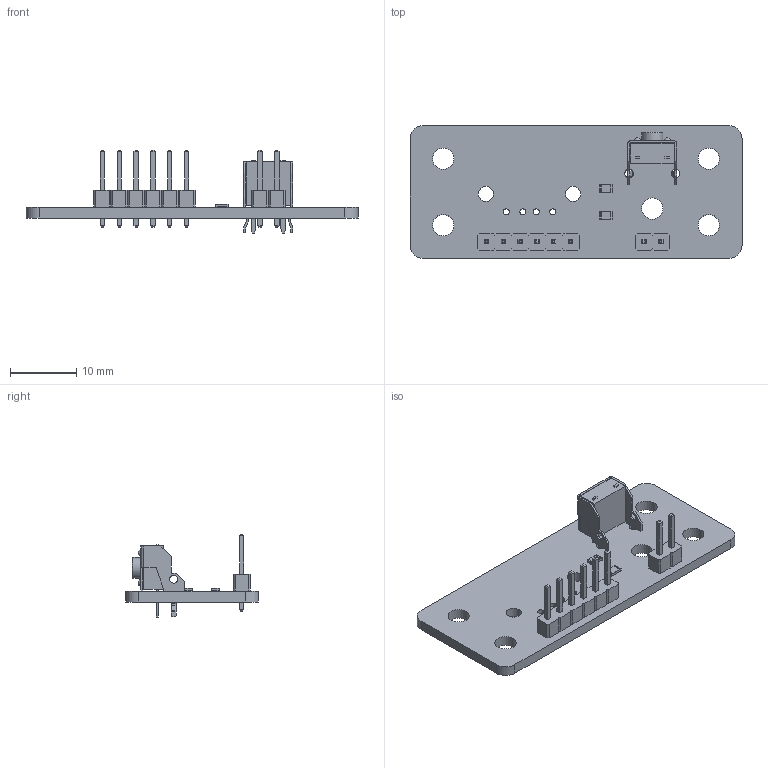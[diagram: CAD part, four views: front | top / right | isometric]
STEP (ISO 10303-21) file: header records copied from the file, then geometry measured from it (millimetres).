
FILE_DESCRIPTION(('KiCad electronic assembly'),'2;1');
FILE_NAME('tablet-usb-adapter.step','2023-03-06T08:32:46',('An Author'), ('A Company'),'Open CASCADE STEP processor 7.5', 'KiCad to STEP converter','Unknown');
FILE_SCHEMA(('AUTOMOTIVE_DESIGN { 1 0 10303 214 1 1 1 1 }'));
Length unit declared in the file: millimetre
Products named in the file (10): Open CASCADE STEP translator 7.5 1; PinHeader_1x02_P2.54mm_Vertical; SOLID; PinHeader_1x06_P2.54mm_Vertical; R_0805_2012Metric; SW_Tactile_SPST_Angled_PTS645Vx39-2LFS; COMPOUND
Assembly tree (10 placements, depth 3):
  Open CASCADE STEP translator 7.5 1
    PinHeader_1x02_P2.54mm_Vertical
      SOLID
    PinHeader_1x06_P2.54mm_Vertical
      SOLID
    R_0805_2012Metric  x2
      SOLID
    SW_Tactile_SPST_Angled_PTS645Vx39-2LFS
      SOLID
    COMPOUND
Bounding box: 50 x 20 x 12.53 mm (x, y, z)
Volume: 1825.8 mm3; surface area: 3100 mm2
Topology: 6 solids, 6 shells, 415 faces, 1047 edges, 675 vertices
Faces by surface type: plane 331, cylinder 79, sphere 4, torus 1
Full cylindrical faces by diameter (mm): 0.8 x4, 0.92 x4, 0.99 x2, 1 x12, 1.2 x2, 1.3 x2, 2.3 x2, 3.14 x1, 3.2 x5, 3.5 x1
Entity records: 27356 total; most frequent: CARTESIAN_POINT 4556, DIRECTION 3821, LINE 2595, VECTOR 2595, ORIENTED_EDGE 1950, PCURVE 1950, DEFINITIONAL_REPRESENTATION 1950, EDGE_CURVE 975
